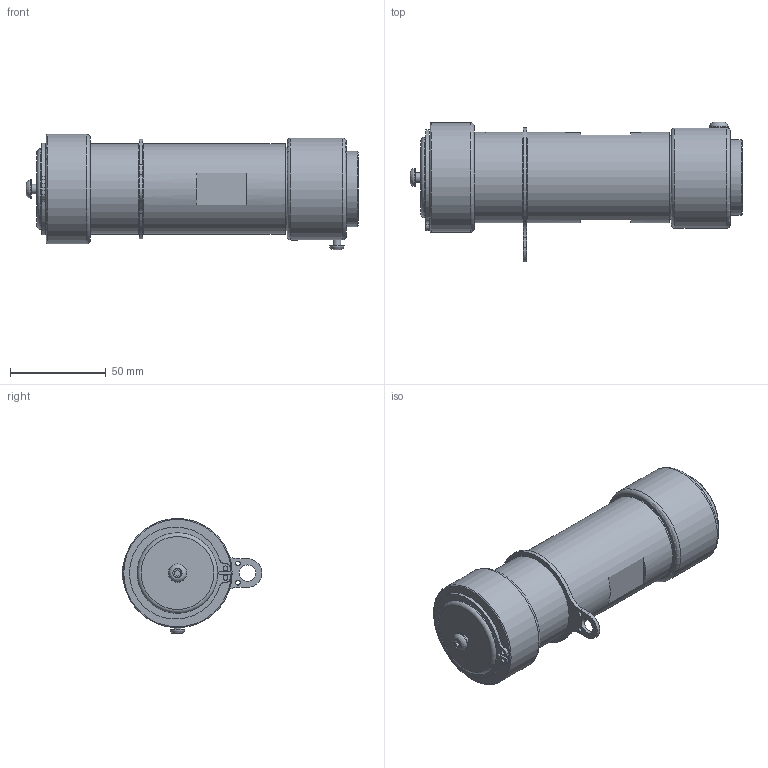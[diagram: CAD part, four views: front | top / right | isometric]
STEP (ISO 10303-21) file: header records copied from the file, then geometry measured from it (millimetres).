
FILE_DESCRIPTION(/* description */ (''),/* implementation_level */ '2;1');
FILE_NAME(/* name */ 'ControlEx Exd-32-S-CR.stp',/* time_stamp */ '2022-11-18T12:37:33+00:00',/* author */ ('areid2'),/* organization */ (''),/* preprocessor_version */ 'ST-DEVELOPER v18.1',/* originating_system */ 'Autodesk Inventor 2020',/* authorisation */ '');
FILE_SCHEMA (('AUTOMOTIVE_DESIGN { 1 0 10303 214 3 1 1 }'));
Length unit declared in the file: millimetre
Products named in the file (1): Part6
Bounding box: 173.04 x 72.85 x 60.08 mm (x, y, z)
Volume: 306833 mm3; surface area: 43556.8 mm2
Topology: 1 solids, 1 shells, 166 faces, 446 edges, 308 vertices
Faces by surface type: plane 80, cylinder 55, cone 16, torus 10, bspline 5
Full cylindrical faces by diameter (mm): 2.489 x2, 2.5 x2, 4 x4, 5 x3, 7.6 x1, 8.5 x1, 9.5 x2, 30.5 x1, 39.25 x1, 39.5 x1, 39.75 x1, 42 x2, 42.5 x1, 43.5 x1, 44.5 x1, 45 x2, 47 x2, 57 x1
Entity records: 5935 total; most frequent: CARTESIAN_POINT 1442, DIRECTION 917, ORIENTED_EDGE 886, EDGE_CURVE 443, AXIS2_PLACEMENT_3D 376, VERTEX_POINT 308, CIRCLE 210, EDGE_LOOP 209
